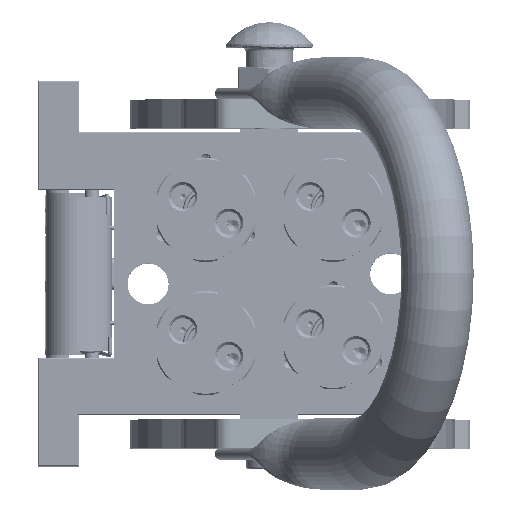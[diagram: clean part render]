
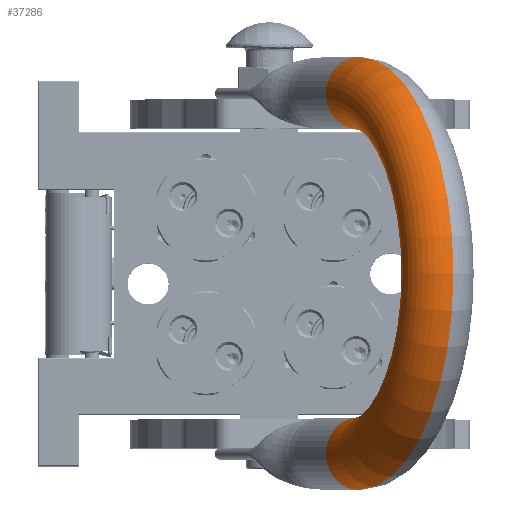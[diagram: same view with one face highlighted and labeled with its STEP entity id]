
A CAD part, top view. The second image highlights one B-rep face of the part: STEP entity #37286.
In plain terms, the highlighted toroidal (fillet/blend) face has major radius 62.25 mm and minor radius 12.5 mm.
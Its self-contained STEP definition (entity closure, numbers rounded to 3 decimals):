
#3158 = CARTESIAN_POINT ( 'NONE',  ( 74.75, 0., 25.25 ) ) ;
#4989 = AXIS2_PLACEMENT_3D ( 'NONE', #79798, #58305, #99391 ) ;
#5246 = EDGE_CURVE ( 'NONE', #99704, #109687, #67322, .T. ) ;
#5484 = VERTEX_POINT ( 'NONE', #3158 ) ;
#12808 = ORIENTED_EDGE ( 'NONE', *, *, #119010, .F. ) ;
#14258 = TOROIDAL_SURFACE ( 'NONE', #4989, 62.25, 12.5 ) ;
#18012 = EDGE_CURVE ( 'NONE', #5484, #78124, #65734, .T. ) ;
#18632 = DIRECTION ( 'NONE',  ( 0., 1., 0. ) ) ;
#26449 = CARTESIAN_POINT ( 'NONE',  ( -74.75, 0., 25.25 ) ) ;
#37286 = ADVANCED_FACE ( 'NONE', ( #54331 ), #14258, .T. ) ;
#37291 = CARTESIAN_POINT ( 'NONE',  ( -62.25, 0., 25.25 ) ) ;
#39422 = CARTESIAN_POINT ( 'NONE',  ( 49.75, 0., 25.25 ) ) ;
#43588 = CARTESIAN_POINT ( 'NONE',  ( 0., 0., 25.25 ) ) ;
#45558 = ORIENTED_EDGE ( 'NONE', *, *, #72327, .T. ) ;
#54331 = FACE_OUTER_BOUND ( 'NONE', #81228, .T. ) ;
#57875 = DIRECTION ( 'NONE',  ( 0., 0., 1. ) ) ;
#58305 = DIRECTION ( 'NONE',  ( 0., 1., 0. ) ) ;
#60151 = AXIS2_PLACEMENT_3D ( 'NONE', #43588, #115081, #83430 ) ;
#60664 = AXIS2_PLACEMENT_3D ( 'NONE', #91342, #69934, #81109 ) ;
#65626 = AXIS2_PLACEMENT_3D ( 'NONE', #130875, #18632, #70600 ) ;
#65734 = CIRCLE ( 'NONE', #60664, 12.5 ) ;
#67322 = CIRCLE ( 'NONE', #124053, 12.5 ) ;
#68191 = DIRECTION ( 'NONE',  ( -1., 0., 0. ) ) ;
#69934 = DIRECTION ( 'NONE',  ( 0., 0., -1. ) ) ;
#70600 = DIRECTION ( 'NONE',  ( -1., 0., 0. ) ) ;
#72327 = EDGE_CURVE ( 'NONE', #109687, #78124, #119157, .T. ) ;
#74236 = ORIENTED_EDGE ( 'NONE', *, *, #18012, .F. ) ;
#78124 = VERTEX_POINT ( 'NONE', #39422 ) ;
#78327 = CARTESIAN_POINT ( 'NONE',  ( -49.75, 0., 25.25 ) ) ;
#79798 = CARTESIAN_POINT ( 'NONE',  ( 0., 0., 25.25 ) ) ;
#81109 = DIRECTION ( 'NONE',  ( 1., 0., 0. ) ) ;
#81228 = EDGE_LOOP ( 'NONE', ( #45558, #74236, #12808, #89652 ) ) ;
#83430 = DIRECTION ( 'NONE',  ( -1., 0., 0. ) ) ;
#89652 = ORIENTED_EDGE ( 'NONE', *, *, #5246, .T. ) ;
#91342 = CARTESIAN_POINT ( 'NONE',  ( 62.25, 0., 25.25 ) ) ;
#99391 = DIRECTION ( 'NONE',  ( 1., 0., 0. ) ) ;
#99704 = VERTEX_POINT ( 'NONE', #26449 ) ;
#109528 = CIRCLE ( 'NONE', #65626, 74.75 ) ;
#109687 = VERTEX_POINT ( 'NONE', #78327 ) ;
#115081 = DIRECTION ( 'NONE',  ( 0., 1., 0. ) ) ;
#119010 = EDGE_CURVE ( 'NONE', #99704, #5484, #109528, .T. ) ;
#119157 = CIRCLE ( 'NONE', #60151, 49.75 ) ;
#124053 = AXIS2_PLACEMENT_3D ( 'NONE', #37291, #57875, #68191 ) ;
#130875 = CARTESIAN_POINT ( 'NONE',  ( 0., 0., 25.25 ) ) ;
